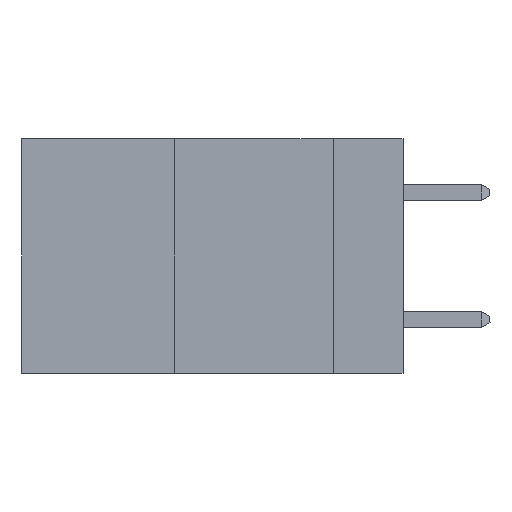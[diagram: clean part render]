
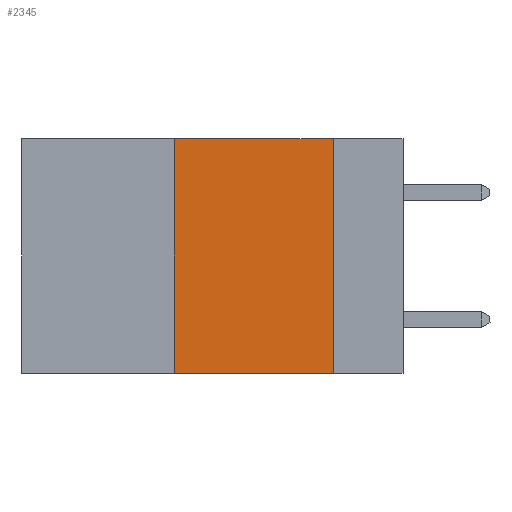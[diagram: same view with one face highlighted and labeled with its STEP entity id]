
A CAD part, left-side view. The second image highlights one B-rep face of the part: STEP entity #2345.
In plain terms, the highlighted planar face has unit normal (-1, 0, 0).
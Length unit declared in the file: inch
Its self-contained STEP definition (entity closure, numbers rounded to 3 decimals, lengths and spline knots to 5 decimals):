
#962 = FACE_OUTER_BOUND ( 'NONE', #8929, .T. ) ;
#1016 = CARTESIAN_POINT ( 'NONE',  ( 0., 0.6, 0. ) ) ;
#1510 = ORIENTED_EDGE ( 'NONE', *, *, #7120, .F. ) ;
#1774 = CARTESIAN_POINT ( 'NONE',  ( 0., 0.11, -0.37 ) ) ;
#1940 = CARTESIAN_POINT ( 'NONE',  ( 0., 0.11, 0. ) ) ;
#2345 = ADVANCED_FACE ( 'NONE', ( #962 ), #4501, .F. ) ;
#2606 = VERTEX_POINT ( 'NONE', #5889 ) ;
#2683 = EDGE_CURVE ( 'NONE', #2606, #3034, #9406, .T. ) ;
#2704 = DIRECTION ( 'NONE',  ( 0., 0., -1. ) ) ;
#3034 = VERTEX_POINT ( 'NONE', #1774 ) ;
#3623 = ORIENTED_EDGE ( 'NONE', *, *, #6133, .F. ) ;
#3840 = ORIENTED_EDGE ( 'NONE', *, *, #8370, .F. ) ;
#3929 = LINE ( 'NONE', #8154, #10627 ) ;
#4087 = CARTESIAN_POINT ( 'NONE',  ( 0., 0.36, 0. ) ) ;
#4369 = LINE ( 'NONE', #6112, #6761 ) ;
#4501 = PLANE ( 'NONE',  #9619 ) ;
#4644 = VECTOR ( 'NONE', #9519, 39.37008 ) ;
#5045 = CARTESIAN_POINT ( 'NONE',  ( 0., 0.11, 0. ) ) ;
#5889 = CARTESIAN_POINT ( 'NONE',  ( 0., 0.36, -0.37 ) ) ;
#6112 = CARTESIAN_POINT ( 'NONE',  ( 0., 0.6, 0. ) ) ;
#6133 = EDGE_CURVE ( 'NONE', #7699, #6435, #4369, .T. ) ;
#6435 = VERTEX_POINT ( 'NONE', #5045 ) ;
#6581 = DIRECTION ( 'NONE',  ( 0., 0., -1. ) ) ;
#6761 = VECTOR ( 'NONE', #9683, 39.37008 ) ;
#7120 = EDGE_CURVE ( 'NONE', #2606, #7699, #3929, .T. ) ;
#7297 = LINE ( 'NONE', #1940, #10677 ) ;
#7699 = VERTEX_POINT ( 'NONE', #4087 ) ;
#8154 = CARTESIAN_POINT ( 'NONE',  ( 0., 0.36, 0. ) ) ;
#8370 = EDGE_CURVE ( 'NONE', #6435, #3034, #7297, .T. ) ;
#8765 = CARTESIAN_POINT ( 'NONE',  ( 0., 0.6, -0.37 ) ) ;
#8929 = EDGE_LOOP ( 'NONE', ( #3840, #3623, #1510, #9521 ) ) ;
#9406 = LINE ( 'NONE', #8765, #4644 ) ;
#9519 = DIRECTION ( 'NONE',  ( 0., -1., 0. ) ) ;
#9521 = ORIENTED_EDGE ( 'NONE', *, *, #2683, .T. ) ;
#9619 = AXIS2_PLACEMENT_3D ( 'NONE', #1016, #10618, #2704 ) ;
#9683 = DIRECTION ( 'NONE',  ( 0., -1., 0. ) ) ;
#10618 = DIRECTION ( 'NONE',  ( 1., 0., 0. ) ) ;
#10627 = VECTOR ( 'NONE', #10851, 39.37008 ) ;
#10677 = VECTOR ( 'NONE', #6581, 39.37008 ) ;
#10851 = DIRECTION ( 'NONE',  ( 0., 0., 1. ) ) ;
